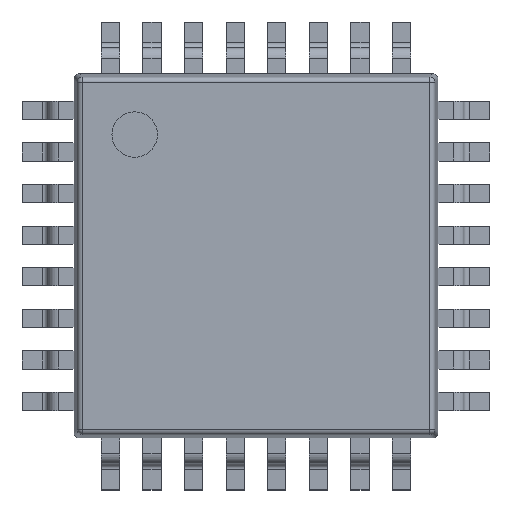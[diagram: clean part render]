
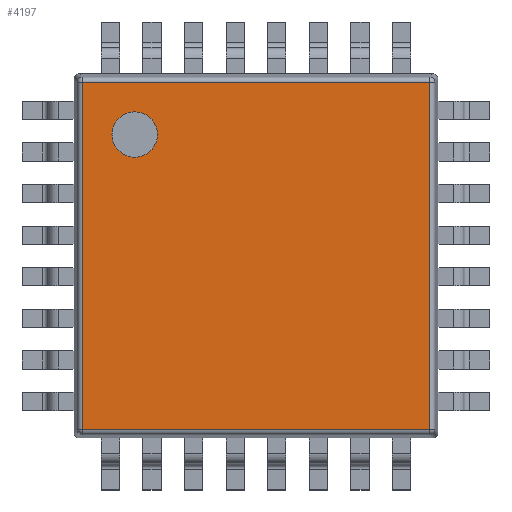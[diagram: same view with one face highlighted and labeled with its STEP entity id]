
A CAD part, top view. The second image highlights one B-rep face of the part: STEP entity #4197.
In plain terms, the highlighted planar face has unit normal (0, 0, 1).
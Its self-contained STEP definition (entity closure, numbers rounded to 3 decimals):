
#3406 = CYLINDRICAL_SURFACE('',#3407,0.1);
#3407 = AXIS2_PLACEMENT_3D('',#3408,#3409,#3410);
#3408 = CARTESIAN_POINT('',(0.161,0.071,1.5));
#3409 = DIRECTION('',(0.,1.,0.));
#3410 = DIRECTION('',(-0.995,0.,0.105));
#3527 = CYLINDRICAL_SURFACE('',#3528,0.1);
#3528 = AXIS2_PLACEMENT_3D('',#3529,#3530,#3531);
#3529 = CARTESIAN_POINT('',(0.071,0.161,1.5));
#3530 = DIRECTION('',(1.,0.,0.));
#3531 = DIRECTION('',(0.,-0.995,0.105));
#3648 = CYLINDRICAL_SURFACE('',#3649,0.1);
#3649 = AXIS2_PLACEMENT_3D('',#3650,#3651,#3652);
#3650 = CARTESIAN_POINT('',(0.071,6.839,1.5));
#3651 = DIRECTION('',(1.,0.,0.));
#3652 = DIRECTION('',(0.,0.995,0.105));
#3724 = CYLINDRICAL_SURFACE('',#3725,0.1);
#3725 = AXIS2_PLACEMENT_3D('',#3726,#3727,#3728);
#3726 = CARTESIAN_POINT('',(6.839,0.071,1.5));
#3727 = DIRECTION('',(0.,1.,0.));
#3728 = DIRECTION('',(0.995,0.,0.105));
#3832 = VERTEX_POINT('',#3833);
#3833 = CARTESIAN_POINT('',(0.161,0.161,1.6));
#3861 = EDGE_CURVE('',#3832,#3862,#3864,.T.);
#3862 = VERTEX_POINT('',#3863);
#3863 = CARTESIAN_POINT('',(0.161,6.839,1.6));
#3864 = SURFACE_CURVE('',#3865,(#3869,#3876),.PCURVE_S1.);
#3865 = LINE('',#3866,#3867);
#3866 = CARTESIAN_POINT('',(0.161,0.071,1.6));
#3867 = VECTOR('',#3868,1.);
#3868 = DIRECTION('',(0.,1.,0.));
#3869 = PCURVE('',#3406,#3870);
#3870 = DEFINITIONAL_REPRESENTATION('',(#3871),#3875);
#3871 = LINE('',#3872,#3873);
#3872 = CARTESIAN_POINT('',(1.466,0.));
#3873 = VECTOR('',#3874,1.);
#3874 = DIRECTION('',(0.,1.));
#3875 = ( GEOMETRIC_REPRESENTATION_CONTEXT(2) 
PARAMETRIC_REPRESENTATION_CONTEXT() REPRESENTATION_CONTEXT('2D SPACE',''
  ) );
#3876 = PCURVE('',#3877,#3882);
#3877 = PLANE('',#3878);
#3878 = AXIS2_PLACEMENT_3D('',#3879,#3880,#3881);
#3879 = CARTESIAN_POINT('',(0.,0.,1.6));
#3880 = DIRECTION('',(0.,0.,1.));
#3881 = DIRECTION('',(1.,0.,0.));
#3882 = DEFINITIONAL_REPRESENTATION('',(#3883),#3887);
#3883 = LINE('',#3884,#3885);
#3884 = CARTESIAN_POINT('',(0.161,0.071));
#3885 = VECTOR('',#3886,1.);
#3886 = DIRECTION('',(0.,1.));
#3887 = ( GEOMETRIC_REPRESENTATION_CONTEXT(2) 
PARAMETRIC_REPRESENTATION_CONTEXT() REPRESENTATION_CONTEXT('2D SPACE',''
  ) );
#3945 = VERTEX_POINT('',#3946);
#3946 = CARTESIAN_POINT('',(6.839,0.161,1.6));
#3966 = EDGE_CURVE('',#3832,#3945,#3967,.T.);
#3967 = SURFACE_CURVE('',#3968,(#3972,#3979),.PCURVE_S1.);
#3968 = LINE('',#3969,#3970);
#3969 = CARTESIAN_POINT('',(0.071,0.161,1.6));
#3970 = VECTOR('',#3971,1.);
#3971 = DIRECTION('',(1.,0.,0.));
#3972 = PCURVE('',#3527,#3973);
#3973 = DEFINITIONAL_REPRESENTATION('',(#3974),#3978);
#3974 = LINE('',#3975,#3976);
#3975 = CARTESIAN_POINT('',(4.817,0.));
#3976 = VECTOR('',#3977,1.);
#3977 = DIRECTION('',(0.,1.));
#3978 = ( GEOMETRIC_REPRESENTATION_CONTEXT(2) 
PARAMETRIC_REPRESENTATION_CONTEXT() REPRESENTATION_CONTEXT('2D SPACE',''
  ) );
#3979 = PCURVE('',#3877,#3980);
#3980 = DEFINITIONAL_REPRESENTATION('',(#3981),#3985);
#3981 = LINE('',#3982,#3983);
#3982 = CARTESIAN_POINT('',(0.071,0.161));
#3983 = VECTOR('',#3984,1.);
#3984 = DIRECTION('',(1.,0.));
#3985 = ( GEOMETRIC_REPRESENTATION_CONTEXT(2) 
PARAMETRIC_REPRESENTATION_CONTEXT() REPRESENTATION_CONTEXT('2D SPACE',''
  ) );
#4069 = EDGE_CURVE('',#3862,#4070,#4072,.T.);
#4070 = VERTEX_POINT('',#4071);
#4071 = CARTESIAN_POINT('',(6.839,6.839,1.6));
#4072 = SURFACE_CURVE('',#4073,(#4077,#4084),.PCURVE_S1.);
#4073 = LINE('',#4074,#4075);
#4074 = CARTESIAN_POINT('',(0.071,6.839,1.6));
#4075 = VECTOR('',#4076,1.);
#4076 = DIRECTION('',(1.,0.,0.));
#4077 = PCURVE('',#3648,#4078);
#4078 = DEFINITIONAL_REPRESENTATION('',(#4079),#4083);
#4079 = LINE('',#4080,#4081);
#4080 = CARTESIAN_POINT('',(1.466,0.));
#4081 = VECTOR('',#4082,1.);
#4082 = DIRECTION('',(0.,1.));
#4083 = ( GEOMETRIC_REPRESENTATION_CONTEXT(2) 
PARAMETRIC_REPRESENTATION_CONTEXT() REPRESENTATION_CONTEXT('2D SPACE',''
  ) );
#4084 = PCURVE('',#3877,#4085);
#4085 = DEFINITIONAL_REPRESENTATION('',(#4086),#4090);
#4086 = LINE('',#4087,#4088);
#4087 = CARTESIAN_POINT('',(0.071,6.839));
#4088 = VECTOR('',#4089,1.);
#4089 = DIRECTION('',(1.,0.));
#4090 = ( GEOMETRIC_REPRESENTATION_CONTEXT(2) 
PARAMETRIC_REPRESENTATION_CONTEXT() REPRESENTATION_CONTEXT('2D SPACE',''
  ) );
#4136 = EDGE_CURVE('',#3945,#4070,#4137,.T.);
#4137 = SURFACE_CURVE('',#4138,(#4142,#4149),.PCURVE_S1.);
#4138 = LINE('',#4139,#4140);
#4139 = CARTESIAN_POINT('',(6.839,0.071,1.6));
#4140 = VECTOR('',#4141,1.);
#4141 = DIRECTION('',(0.,1.,0.));
#4142 = PCURVE('',#3724,#4143);
#4143 = DEFINITIONAL_REPRESENTATION('',(#4144),#4148);
#4144 = LINE('',#4145,#4146);
#4145 = CARTESIAN_POINT('',(4.817,0.));
#4146 = VECTOR('',#4147,1.);
#4147 = DIRECTION('',(0.,1.));
#4148 = ( GEOMETRIC_REPRESENTATION_CONTEXT(2) 
PARAMETRIC_REPRESENTATION_CONTEXT() REPRESENTATION_CONTEXT('2D SPACE',''
  ) );
#4149 = PCURVE('',#3877,#4150);
#4150 = DEFINITIONAL_REPRESENTATION('',(#4151),#4155);
#4151 = LINE('',#4152,#4153);
#4152 = CARTESIAN_POINT('',(6.839,0.071));
#4153 = VECTOR('',#4154,1.);
#4154 = DIRECTION('',(0.,1.));
#4155 = ( GEOMETRIC_REPRESENTATION_CONTEXT(2) 
PARAMETRIC_REPRESENTATION_CONTEXT() REPRESENTATION_CONTEXT('2D SPACE',''
  ) );
#4197 = ADVANCED_FACE('',(#4198,#4204),#3877,.T.);
#4198 = FACE_BOUND('',#4199,.T.);
#4199 = EDGE_LOOP('',(#4200,#4201,#4202,#4203));
#4200 = ORIENTED_EDGE('',*,*,#3861,.F.);
#4201 = ORIENTED_EDGE('',*,*,#3966,.T.);
#4202 = ORIENTED_EDGE('',*,*,#4136,.T.);
#4203 = ORIENTED_EDGE('',*,*,#4069,.F.);
#4204 = FACE_BOUND('',#4205,.T.);
#4205 = EDGE_LOOP('',(#4206));
#4206 = ORIENTED_EDGE('',*,*,#4207,.F.);
#4207 = EDGE_CURVE('',#4208,#4208,#4210,.T.);
#4208 = VERTEX_POINT('',#4209);
#4209 = CARTESIAN_POINT('',(1.604,5.833,1.6));
#4210 = SURFACE_CURVE('',#4211,(#4216,#4223),.PCURVE_S1.);
#4211 = CIRCLE('',#4212,0.438);
#4212 = AXIS2_PLACEMENT_3D('',#4213,#4214,#4215);
#4213 = CARTESIAN_POINT('',(1.167,5.833,1.6));
#4214 = DIRECTION('',(0.,0.,1.));
#4215 = DIRECTION('',(1.,0.,0.));
#4216 = PCURVE('',#3877,#4217);
#4217 = DEFINITIONAL_REPRESENTATION('',(#4218),#4222);
#4218 = CIRCLE('',#4219,0.438);
#4219 = AXIS2_PLACEMENT_2D('',#4220,#4221);
#4220 = CARTESIAN_POINT('',(1.167,5.833));
#4221 = DIRECTION('',(1.,0.));
#4222 = ( GEOMETRIC_REPRESENTATION_CONTEXT(2) 
PARAMETRIC_REPRESENTATION_CONTEXT() REPRESENTATION_CONTEXT('2D SPACE',''
  ) );
#4223 = PCURVE('',#4224,#4229);
#4224 = CYLINDRICAL_SURFACE('',#4225,0.438);
#4225 = AXIS2_PLACEMENT_3D('',#4226,#4227,#4228);
#4226 = CARTESIAN_POINT('',(1.167,5.833,1.5));
#4227 = DIRECTION('',(0.,0.,1.));
#4228 = DIRECTION('',(1.,0.,0.));
#4229 = DEFINITIONAL_REPRESENTATION('',(#4230),#4234);
#4230 = LINE('',#4231,#4232);
#4231 = CARTESIAN_POINT('',(0.,0.1));
#4232 = VECTOR('',#4233,1.);
#4233 = DIRECTION('',(1.,0.));
#4234 = ( GEOMETRIC_REPRESENTATION_CONTEXT(2) 
PARAMETRIC_REPRESENTATION_CONTEXT() REPRESENTATION_CONTEXT('2D SPACE',''
  ) );
